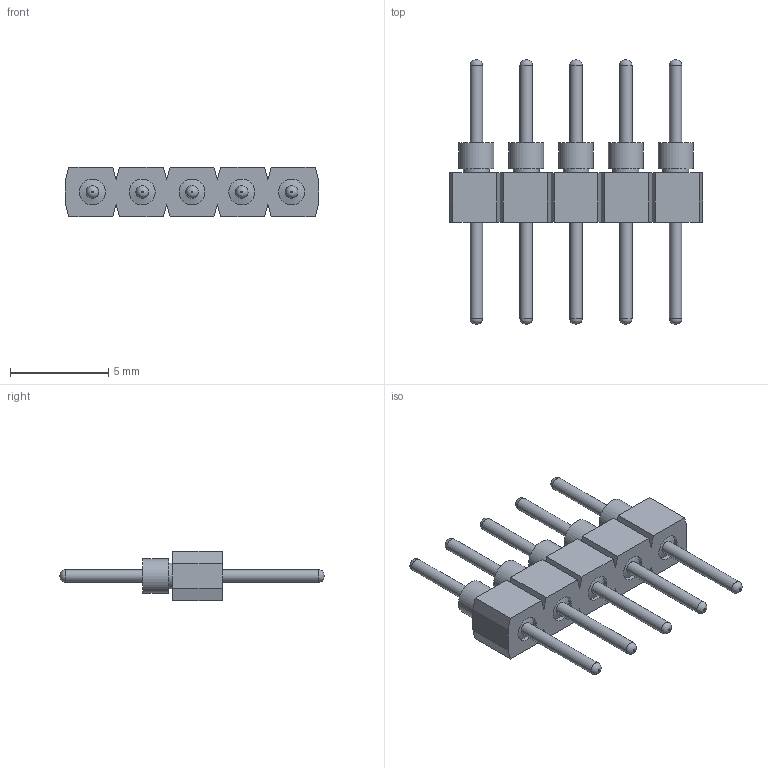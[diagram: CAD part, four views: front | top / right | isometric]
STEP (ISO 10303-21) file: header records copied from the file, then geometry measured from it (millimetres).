
FILE_DESCRIPTION(/* description */ ('STEP AP214'),/* implementation_level */ '2;1');
FILE_NAME(/* name */ 'TS-105-T-A-1',/* time_stamp */ '2025-01-26T14:48:50+01:00',/* author */ ('License CC BY-ND 4.0'),/* organization */ ('CADENAS'),/* preprocessor_version */ 'ST-DEVELOPER v19.3',/* originating_system */ 'PARTsolutions',/* authorisation */ ' ');
FILE_SCHEMA (('AUTOMOTIVE_DESIGN {1 0 10303 214 3 1 1}'));
Length unit declared in the file: inch
Products named in the file (3): TS-105-T-A-1; TS-105-G-A-1_socket; -101-G-A-1_pins
Assembly tree (6 placements, depth 2):
  TS-105-T-A-1
    TS-105-G-A-1_socket
    -101-G-A-1_pins  x5
Bounding box: 12.9 x 13.46 x 2.54 mm (x, y, z)
Volume: 108.2 mm3; surface area: 415.1 mm2
Topology: 6 solids, 6 shells, 119 faces, 251 edges, 164 vertices
Faces by surface type: plane 64, cylinder 35, cone 10, torus 10
Full cylindrical faces by diameter (mm): 0.635 x10, 1.321 x15, 1.778 x10
Entity records: 1830 total; most frequent: DIRECTION 302, CARTESIAN_POINT 296, ORIENTED_EDGE 258, EDGE_CURVE 129, AXIS2_PLACEMENT_3D 103, EDGE_LOOP 100, FACE_BOUND 100, VERTEX_POINT 97
